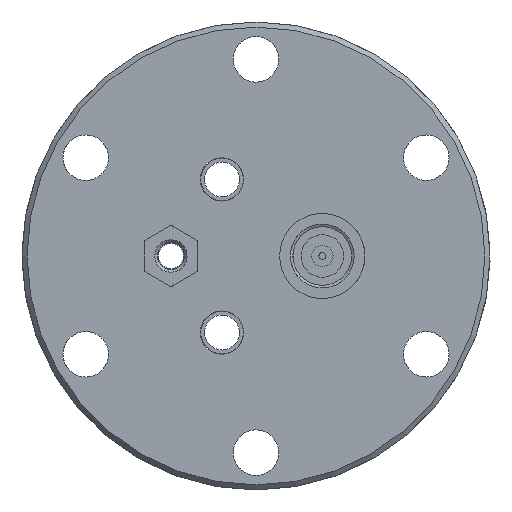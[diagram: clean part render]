
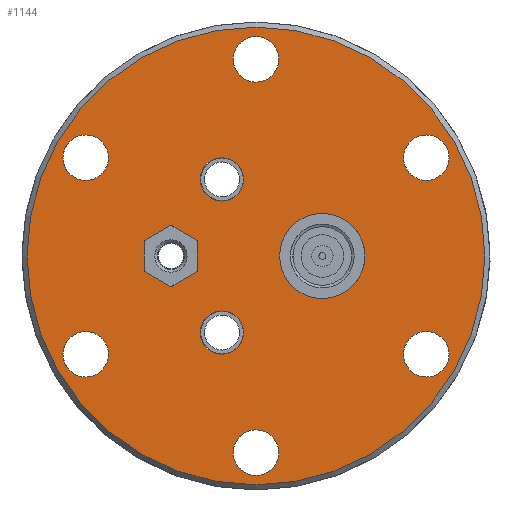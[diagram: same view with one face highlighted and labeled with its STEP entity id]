
A CAD part, front view. The second image highlights one B-rep face of the part: STEP entity #1144.
In plain terms, the highlighted planar face has unit normal (-0.001, -1, 0).
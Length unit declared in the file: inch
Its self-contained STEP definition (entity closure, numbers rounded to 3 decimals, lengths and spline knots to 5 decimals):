
#1144=ADVANCED_FACE('',(#1414,#1415,#1416,#1417,#1418,#1419,#1420,#1421,
#1422,#1423,#1424),#1227,.F.);
#1227=PLANE('',#2958);
#1414=FACE_BOUND('',#1695,.T.);
#1415=FACE_BOUND('',#1696,.T.);
#1416=FACE_BOUND('',#1697,.T.);
#1417=FACE_BOUND('',#1698,.T.);
#1418=FACE_BOUND('',#1699,.T.);
#1419=FACE_BOUND('',#1700,.T.);
#1420=FACE_BOUND('',#1701,.T.);
#1421=FACE_BOUND('',#1702,.T.);
#1422=FACE_BOUND('',#1703,.T.);
#1423=FACE_BOUND('',#1704,.T.);
#1424=FACE_BOUND('',#1705,.T.);
#1695=EDGE_LOOP('',(#2050));
#1696=EDGE_LOOP('',(#2051));
#1697=EDGE_LOOP('',(#2052));
#1698=EDGE_LOOP('',(#2053));
#1699=EDGE_LOOP('',(#2054));
#1700=EDGE_LOOP('',(#2055));
#1701=EDGE_LOOP('',(#2056));
#1702=EDGE_LOOP('',(#2057));
#1703=EDGE_LOOP('',(#2058));
#1704=EDGE_LOOP('',(#2059));
#1705=EDGE_LOOP('',(#2060));
#2050=ORIENTED_EDGE('',*,*,#2537,.T.);
#2051=ORIENTED_EDGE('',*,*,#2538,.T.);
#2052=ORIENTED_EDGE('',*,*,#2539,.T.);
#2053=ORIENTED_EDGE('',*,*,#2540,.T.);
#2054=ORIENTED_EDGE('',*,*,#2541,.T.);
#2055=ORIENTED_EDGE('',*,*,#2542,.T.);
#2056=ORIENTED_EDGE('',*,*,#2543,.T.);
#2057=ORIENTED_EDGE('',*,*,#2544,.T.);
#2058=ORIENTED_EDGE('',*,*,#2545,.T.);
#2059=ORIENTED_EDGE('',*,*,#2546,.T.);
#2060=ORIENTED_EDGE('',*,*,#2547,.T.);
#2344=VERTEX_POINT('',#4232);
#2345=VERTEX_POINT('',#4234);
#2346=VERTEX_POINT('',#4236);
#2347=VERTEX_POINT('',#4238);
#2348=VERTEX_POINT('',#4240);
#2349=VERTEX_POINT('',#4242);
#2350=VERTEX_POINT('',#4244);
#2351=VERTEX_POINT('',#4246);
#2352=VERTEX_POINT('',#4248);
#2353=VERTEX_POINT('',#4250);
#2354=VERTEX_POINT('',#4252);
#2537=EDGE_CURVE('',#2344,#2344,#2706,.T.);
#2538=EDGE_CURVE('',#2345,#2345,#2707,.T.);
#2539=EDGE_CURVE('',#2346,#2346,#2708,.T.);
#2540=EDGE_CURVE('',#2347,#2347,#2709,.T.);
#2541=EDGE_CURVE('',#2348,#2348,#2710,.T.);
#2542=EDGE_CURVE('',#2349,#2349,#2711,.T.);
#2543=EDGE_CURVE('',#2350,#2350,#2712,.T.);
#2544=EDGE_CURVE('',#2351,#2351,#2713,.T.);
#2545=EDGE_CURVE('',#2352,#2352,#2714,.T.);
#2546=EDGE_CURVE('',#2353,#2353,#2715,.T.);
#2547=EDGE_CURVE('',#2354,#2354,#2716,.T.);
#2706=CIRCLE('',#2947,0.097);
#2707=CIRCLE('',#2948,0.25);
#2708=CIRCLE('',#2949,0.127);
#2709=CIRCLE('',#2950,0.127);
#2710=CIRCLE('',#2951,0.13386);
#2711=CIRCLE('',#2952,0.13386);
#2712=CIRCLE('',#2953,0.13386);
#2713=CIRCLE('',#2954,0.13386);
#2714=CIRCLE('',#2955,0.13386);
#2715=CIRCLE('',#2956,0.13386);
#2716=CIRCLE('',#2957,1.345);
#2947=AXIS2_PLACEMENT_3D('',#4231,#3474,#3475);
#2948=AXIS2_PLACEMENT_3D('',#4233,#3476,#3477);
#2949=AXIS2_PLACEMENT_3D('',#4235,#3478,#3479);
#2950=AXIS2_PLACEMENT_3D('',#4237,#3480,#3481);
#2951=AXIS2_PLACEMENT_3D('',#4239,#3482,#3483);
#2952=AXIS2_PLACEMENT_3D('',#4241,#3484,#3485);
#2953=AXIS2_PLACEMENT_3D('',#4243,#3486,#3487);
#2954=AXIS2_PLACEMENT_3D('',#4245,#3488,#3489);
#2955=AXIS2_PLACEMENT_3D('',#4247,#3490,#3491);
#2956=AXIS2_PLACEMENT_3D('',#4249,#3492,#3493);
#2957=AXIS2_PLACEMENT_3D('',#4251,#3494,#3495);
#2958=AXIS2_PLACEMENT_3D('',#4253,#3496,#3497);
#3474=DIRECTION('',(0.,1.,0.));
#3475=DIRECTION('',(0.,0.,1.));
#3476=DIRECTION('',(0.,1.,0.));
#3477=DIRECTION('',(0.,0.,1.));
#3478=DIRECTION('',(0.,1.,0.));
#3479=DIRECTION('',(0.,0.,1.));
#3480=DIRECTION('',(0.,1.,0.));
#3481=DIRECTION('',(0.,0.,1.));
#3482=DIRECTION('',(0.,1.,0.));
#3483=DIRECTION('',(0.,0.,1.));
#3484=DIRECTION('',(0.,1.,0.));
#3485=DIRECTION('',(0.,0.,1.));
#3486=DIRECTION('',(0.,1.,0.));
#3487=DIRECTION('',(0.,0.,1.));
#3488=DIRECTION('',(0.,1.,0.));
#3489=DIRECTION('',(0.,0.,1.));
#3490=DIRECTION('',(0.,1.,0.));
#3491=DIRECTION('',(0.,0.,1.));
#3492=DIRECTION('',(0.,1.,0.));
#3493=DIRECTION('',(0.,0.,1.));
#3494=DIRECTION('',(0.,-1.,0.));
#3495=DIRECTION('',(0.,0.,1.));
#3496=DIRECTION('',(0.,1.,0.));
#3497=DIRECTION('',(0.,0.,-1.));
#4231=CARTESIAN_POINT('',(-0.5,0.,0.));
#4232=CARTESIAN_POINT('',(-0.5,0.,0.097));
#4233=CARTESIAN_POINT('',(0.39,0.,0.));
#4234=CARTESIAN_POINT('',(0.39,0.,0.25));
#4235=CARTESIAN_POINT('',(-0.2,0.,0.45));
#4236=CARTESIAN_POINT('',(-0.2,0.,0.577));
#4237=CARTESIAN_POINT('',(-0.2,0.,-0.45));
#4238=CARTESIAN_POINT('',(-0.2,0.,-0.323));
#4239=CARTESIAN_POINT('',(-1.0007,0.,0.57776));
#4240=CARTESIAN_POINT('',(-1.0007,0.,0.71161));
#4241=CARTESIAN_POINT('',(-1.0007,0.,-0.57776));
#4242=CARTESIAN_POINT('',(-1.0007,0.,-0.4439));
#4243=CARTESIAN_POINT('',(0.,0.,-1.15551));
#4244=CARTESIAN_POINT('',(0.,0.,-1.02165));
#4245=CARTESIAN_POINT('',(1.0007,0.,-0.57776));
#4246=CARTESIAN_POINT('',(1.0007,0.,-0.4439));
#4247=CARTESIAN_POINT('',(1.0007,0.,0.57776));
#4248=CARTESIAN_POINT('',(1.0007,0.,0.71161));
#4249=CARTESIAN_POINT('',(0.,0.,1.15551));
#4250=CARTESIAN_POINT('',(0.,0.,1.28937));
#4251=CARTESIAN_POINT('',(0.,0.,0.));
#4252=CARTESIAN_POINT('',(0.,0.,1.345));
#4253=CARTESIAN_POINT('',(1.375,0.,0.));
